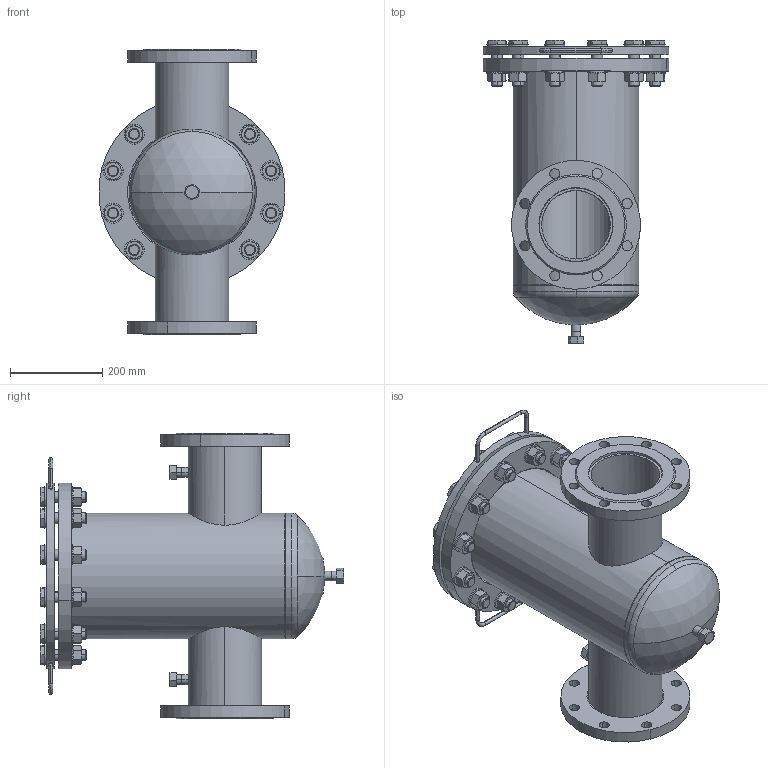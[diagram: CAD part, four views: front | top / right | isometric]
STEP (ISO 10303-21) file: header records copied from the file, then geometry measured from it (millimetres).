
FILE_DESCRIPTION (( 'STEP AP203' ), '1' );
FILE_NAME ('桋昈.061435-467-03捘 - 埼-150-1.STEP', '2022-08-16T06:19:28', ( '' ), ( '' ), 'SwSTEP 2.0', 'SolidWorks 2021', '' );
FILE_SCHEMA (( 'CONFIG_CONTROL_DESIGN' ));
Length unit declared in the file: millimetre
Products named in the file (1): 桋昈.061435-467-03捘 - 埼-150-1
Bounding box: 403.46 x 659 x 620 mm (x, y, z)
Surface area: 1834612.6 mm2 (no closed solid volume)
Topology: 0 solids, 83 shells, 611 faces, 1619 edges, 1068 vertices
Faces by surface type: plane 235, cone 196, cylinder 164, torus 12, sphere 4
Entity records: 23206 total; most frequent: CARTESIAN_POINT 8317, DIRECTION 3173, ORIENTED_EDGE 2746, EDGE_CURVE 1619, AXIS2_PLACEMENT_3D 1352, VERTEX_POINT 1068, CIRCLE 740, EDGE_LOOP 730
